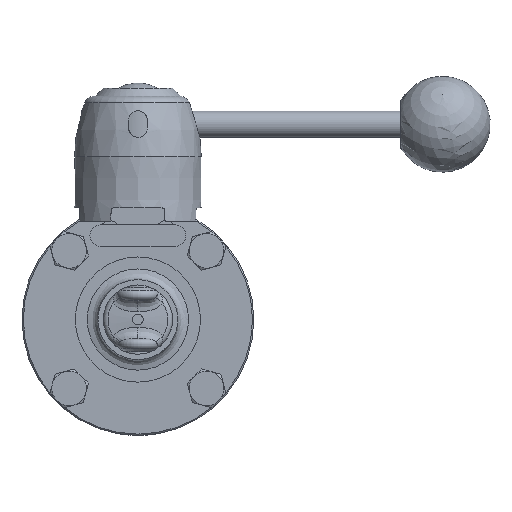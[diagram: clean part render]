
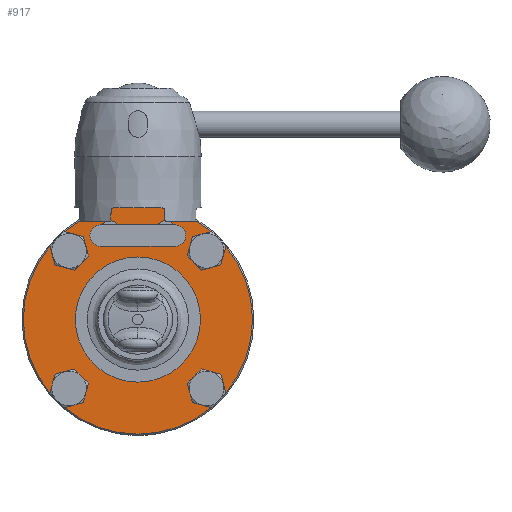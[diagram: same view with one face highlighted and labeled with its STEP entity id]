
A CAD part, left-side view. The second image highlights one B-rep face of the part: STEP entity #917.
In plain terms, the highlighted planar face has unit normal (-1, 0, 0).
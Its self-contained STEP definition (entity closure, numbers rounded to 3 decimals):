
#820=CARTESIAN_POINT('',(-10.,-23.5,0.));
#821=VERTEX_POINT('',#820);
#822=CARTESIAN_POINT('',(-10.,0.,0.));
#823=DIRECTION('',(-1.0,0.0,0.0));
#824=DIRECTION('',(0.0,-1.0,0.0));
#825=AXIS2_PLACEMENT_3D('',#822,#823,#824);
#826=CIRCLE('',#825,23.5);
#827=EDGE_CURVE('',#821,#821,#826,.T.);
#832=CARTESIAN_POINT('',(-10.,-33.5,0.));
#833=DIRECTION('',(-1.0,0.0,0.0));
#834=DIRECTION('',(0.0,0.0,-1.0));
#835=AXIS2_PLACEMENT_3D('',#832,#833,#834);
#836=PLANE('',#835);
#837=CARTESIAN_POINT('',(-10.,-43.,0.));
#838=VERTEX_POINT('',#837);
#839=CARTESIAN_POINT('',(-10.,0.,0.));
#840=DIRECTION('',(1.0,0.0,0.0));
#841=DIRECTION('',(0.0,1.0,0.0));
#842=AXIS2_PLACEMENT_3D('',#839,#840,#841);
#843=CIRCLE('',#842,43.);
#844=EDGE_CURVE('',#838,#838,#843,.T.);
#845=ORIENTED_EDGE('',*,*,#844,.F.);
#846=EDGE_LOOP('',(#845));
#847=FACE_OUTER_BOUND('',#846,.T.);
#848=CARTESIAN_POINT('',(-10.,-27.297,31.312));
#849=VERTEX_POINT('',#848);
#850=CARTESIAN_POINT('',(-10.,-25.809,25.809));
#851=DIRECTION('',(1.0,0.0,0.0));
#852=DIRECTION('',(0.0,-0.261,0.965));
#853=AXIS2_PLACEMENT_3D('',#850,#851,#852);
#854=CIRCLE('',#853,5.7);
#855=EDGE_CURVE('',#849,#849,#854,.T.);
#856=ORIENTED_EDGE('',*,*,#855,.T.);
#857=EDGE_LOOP('',(#856));
#858=FACE_BOUND('',#857,.T.);
#859=CARTESIAN_POINT('',(-10.,-31.312,-27.297));
#860=VERTEX_POINT('',#859);
#861=CARTESIAN_POINT('',(-10.,-25.809,-25.809));
#862=DIRECTION('',(1.0,0.0,0.0));
#863=DIRECTION('',(0.0,-0.965,-0.261));
#864=AXIS2_PLACEMENT_3D('',#861,#862,#863);
#865=CIRCLE('',#864,5.7);
#866=EDGE_CURVE('',#860,#860,#865,.T.);
#867=ORIENTED_EDGE('',*,*,#866,.T.);
#868=EDGE_LOOP('',(#867));
#869=FACE_BOUND('',#868,.T.);
#870=CARTESIAN_POINT('',(-10.,27.297,-31.312));
#871=VERTEX_POINT('',#870);
#872=CARTESIAN_POINT('',(-10.,25.809,-25.809));
#873=DIRECTION('',(1.0,0.0,0.0));
#874=DIRECTION('',(0.0,0.261,-0.965));
#875=AXIS2_PLACEMENT_3D('',#872,#873,#874);
#876=CIRCLE('',#875,5.7);
#877=EDGE_CURVE('',#871,#871,#876,.T.);
#878=ORIENTED_EDGE('',*,*,#877,.T.);
#879=EDGE_LOOP('',(#878));
#880=FACE_BOUND('',#879,.T.);
#881=CARTESIAN_POINT('',(-10.,31.312,27.297));
#882=VERTEX_POINT('',#881);
#883=CARTESIAN_POINT('',(-10.,25.809,25.809));
#884=DIRECTION('',(1.0,0.0,0.0));
#885=DIRECTION('',(0.0,0.965,0.261));
#886=AXIS2_PLACEMENT_3D('',#883,#884,#885);
#887=CIRCLE('',#886,5.7);
#888=EDGE_CURVE('',#882,#882,#887,.T.);
#889=ORIENTED_EDGE('',*,*,#888,.T.);
#890=EDGE_LOOP('',(#889));
#891=FACE_BOUND('',#890,.T.);
#892=ORIENTED_EDGE('',*,*,#827,.F.);
#893=EDGE_LOOP('',(#892));
#894=FACE_BOUND('',#893,.T.);
#895=CARTESIAN_POINT('',(-10.,-10.5,29.9));
#896=VERTEX_POINT('',#895);
#897=CARTESIAN_POINT('',(-10.,-10.5,33.5));
#898=DIRECTION('',(1.0,0.0,0.0));
#899=DIRECTION('',(0.0,0.0,-1.0));
#900=AXIS2_PLACEMENT_3D('',#897,#898,#899);
#901=CIRCLE('',#900,3.6);
#902=EDGE_CURVE('',#896,#896,#901,.T.);
#903=ORIENTED_EDGE('',*,*,#902,.T.);
#904=EDGE_LOOP('',(#903));
#905=FACE_BOUND('',#904,.T.);
#906=CARTESIAN_POINT('',(-10.,10.5,29.9));
#907=VERTEX_POINT('',#906);
#908=CARTESIAN_POINT('',(-10.,10.5,33.5));
#909=DIRECTION('',(1.0,0.0,0.0));
#910=DIRECTION('',(0.0,0.0,-1.0));
#911=AXIS2_PLACEMENT_3D('',#908,#909,#910);
#912=CIRCLE('',#911,3.6);
#913=EDGE_CURVE('',#907,#907,#912,.T.);
#914=ORIENTED_EDGE('',*,*,#913,.T.);
#915=EDGE_LOOP('',(#914));
#916=FACE_BOUND('',#915,.T.);
#917=ADVANCED_FACE('',(#847,#858,#869,#880,#891,#894,#905,#916),#836,.T.);
